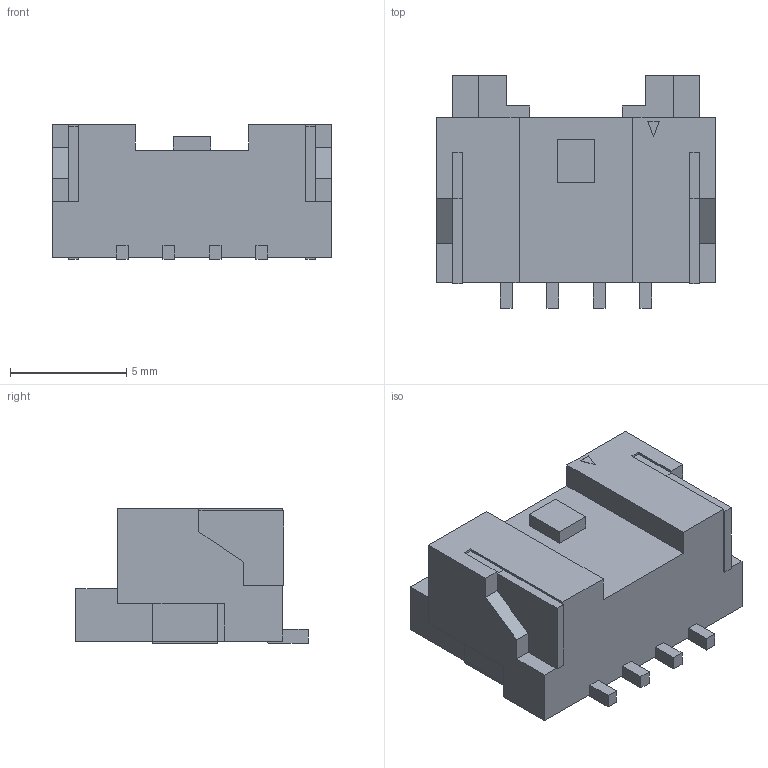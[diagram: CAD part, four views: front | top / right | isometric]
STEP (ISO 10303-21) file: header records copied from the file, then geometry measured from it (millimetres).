
FILE_DESCRIPTION (( 'STEP AP214' ), '1' );
FILE_NAME ('SM04B-PASS-TBT(LF)(SN).STEP', '2019-05-19T20:13:33', ( '' ), ( '' ), 'SwSTEP 2.0', 'SolidWorks 2019', '' );
FILE_SCHEMA (( 'AUTOMOTIVE_DESIGN' ));
Length unit declared in the file: millimetre
Products named in the file (4): SM04B-PASS-TBT(LF)(SN); Pin marking_1; pins_1; body_1
Assembly tree (3 placements, depth 2):
  SM04B-PASS-TBT(LF)(SN)
    body_1
    pins_1
    Pin marking_1
Bounding box: 12 x 10 x 5.8 mm (x, y, z)
Volume: 343.1 mm3; surface area: 649.4 mm2
Topology: 14 solids, 14 shells, 154 faces, 372 edges, 248 vertices
Faces by surface type: plane 154
Entity records: 5617 total; most frequent: CARTESIAN_POINT 780, ORIENTED_EDGE 744, DIRECTION 692, EDGE_CURVE 372, VECTOR 372, LINE 372, VERTEX_POINT 248, AXIS2_PLACEMENT_3D 160
